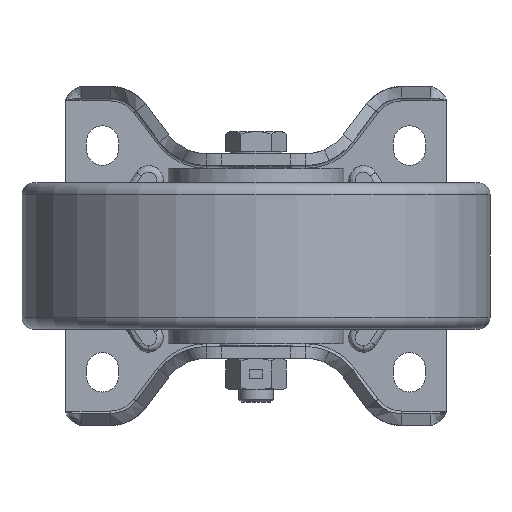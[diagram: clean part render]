
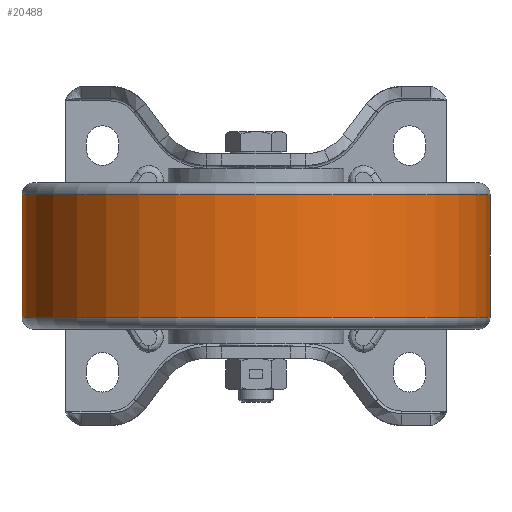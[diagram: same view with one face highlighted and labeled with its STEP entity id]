
A CAD part, front view. The second image highlights one B-rep face of the part: STEP entity #20488.
In plain terms, the highlighted cylindrical face has radius 80 mm (diameter 160 mm), a partial arc.
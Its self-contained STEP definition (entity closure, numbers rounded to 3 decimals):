
#711 = CARTESIAN_POINT ( 'NONE',  ( 80., -120., -58.614 ) ) ;
#989 = DIRECTION ( 'NONE',  ( 1., 0., 0. ) ) ;
#1104 = EDGE_CURVE ( 'NONE', #10894, #32706, #41965, .T. ) ;
#1403 = LINE ( 'NONE', #711, #2441 ) ;
#1995 = CARTESIAN_POINT ( 'NONE',  ( -80., -120., -21. ) ) ;
#2441 = VECTOR ( 'NONE', #33747, 1000. ) ;
#3036 = DIRECTION ( 'NONE',  ( 0., 0., -1. ) ) ;
#7113 = VERTEX_POINT ( 'NONE', #11180 ) ;
#7432 = CARTESIAN_POINT ( 'NONE',  ( 0., -120., -21. ) ) ;
#10168 = FACE_OUTER_BOUND ( 'NONE', #37826, .T. ) ;
#10894 = VERTEX_POINT ( 'NONE', #28803 ) ;
#11180 = CARTESIAN_POINT ( 'NONE',  ( 80., -120., -21. ) ) ;
#13425 = EDGE_CURVE ( 'NONE', #17429, #7113, #1403, .T. ) ;
#13434 = DIRECTION ( 'NONE',  ( 0., 0., -1. ) ) ;
#13929 = DIRECTION ( 'NONE',  ( -1., 0., 0. ) ) ;
#16365 = DIRECTION ( 'NONE',  ( -1., 0., 0. ) ) ;
#16455 = CARTESIAN_POINT ( 'NONE',  ( -80., -120., -58.614 ) ) ;
#16833 = ORIENTED_EDGE ( 'NONE', *, *, #34296, .T. ) ;
#17429 = VERTEX_POINT ( 'NONE', #35470 ) ;
#18514 = AXIS2_PLACEMENT_3D ( 'NONE', #20544, #33606, #13929 ) ;
#20429 = CYLINDRICAL_SURFACE ( 'NONE', #26970, 80. ) ;
#20488 = ADVANCED_FACE ( 'NONE', ( #10168 ), #20429, .T. ) ;
#20544 = CARTESIAN_POINT ( 'NONE',  ( 0., -120., 21. ) ) ;
#21050 = CIRCLE ( 'NONE', #25763, 80. ) ;
#23988 = EDGE_CURVE ( 'NONE', #32706, #7113, #21050, .T. ) ;
#25763 = AXIS2_PLACEMENT_3D ( 'NONE', #7432, #37066, #989 ) ;
#26970 = AXIS2_PLACEMENT_3D ( 'NONE', #36070, #3036, #16365 ) ;
#28121 = VECTOR ( 'NONE', #13434, 1000. ) ;
#28803 = CARTESIAN_POINT ( 'NONE',  ( -80., -120., 21. ) ) ;
#31150 = ORIENTED_EDGE ( 'NONE', *, *, #23988, .T. ) ;
#32706 = VERTEX_POINT ( 'NONE', #1995 ) ;
#33606 = DIRECTION ( 'NONE',  ( 0., 0., -1. ) ) ;
#33747 = DIRECTION ( 'NONE',  ( 0., 0., -1. ) ) ;
#34296 = EDGE_CURVE ( 'NONE', #17429, #10894, #36782, .T. ) ;
#35470 = CARTESIAN_POINT ( 'NONE',  ( 80., -120., 21. ) ) ;
#36070 = CARTESIAN_POINT ( 'NONE',  ( 0., -120., -58.614 ) ) ;
#36782 = CIRCLE ( 'NONE', #18514, 80. ) ;
#37066 = DIRECTION ( 'NONE',  ( 0., 0., 1. ) ) ;
#37699 = ORIENTED_EDGE ( 'NONE', *, *, #13425, .F. ) ;
#37826 = EDGE_LOOP ( 'NONE', ( #37699, #16833, #38537, #31150 ) ) ;
#38537 = ORIENTED_EDGE ( 'NONE', *, *, #1104, .T. ) ;
#41965 = LINE ( 'NONE', #16455, #28121 ) ;
